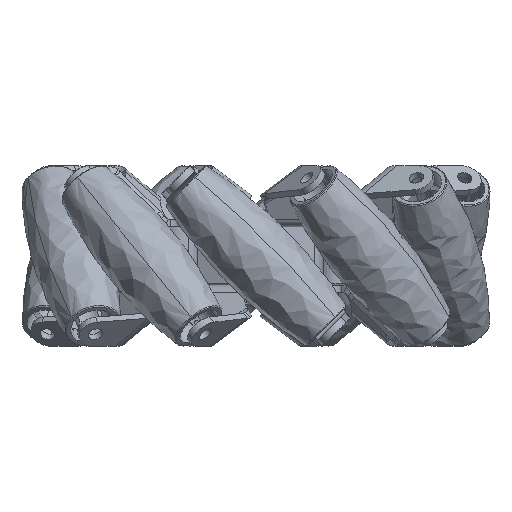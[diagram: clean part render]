
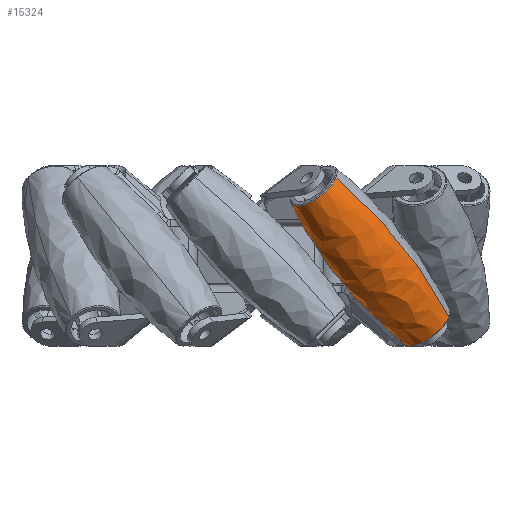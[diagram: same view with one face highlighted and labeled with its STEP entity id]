
A CAD part, left-side view. The second image highlights one B-rep face of the part: STEP entity #15324.
In plain terms, the highlighted free-form (B-spline) face has degree [3, 3] with [6, 4] control points.
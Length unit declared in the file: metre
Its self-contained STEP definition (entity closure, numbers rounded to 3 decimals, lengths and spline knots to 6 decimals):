
#257=(
BOUNDED_SURFACE()
B_SPLINE_SURFACE(3,3,((#35267,#35268,#35269,#35270),(#35271,#35272,#35273,
#35274),(#35275,#35276,#35277,#35278),(#35279,#35280,#35281,#35282),(#35283,
#35284,#35285,#35286),(#35287,#35288,#35289,#35290)),
 .SURF_OF_REVOLUTION.,.F.,.F.,.F.)
B_SPLINE_SURFACE_WITH_KNOTS((4,1,1,4),(4,4),(0.016267,0.5,
0.741866,0.983733),(0.,1.),.UNSPECIFIED.)
GEOMETRIC_REPRESENTATION_ITEM()
RATIONAL_B_SPLINE_SURFACE(((1.,0.333,0.333,1.),
(1.,0.333,0.333,1.),(1.,0.333,0.333,
1.),(1.,0.333,0.333,1.),(1.,0.333,0.333,
1.),(1.,0.333,0.333,1.)))
REPRESENTATION_ITEM('')
SURFACE()
);
#1008=B_SPLINE_CURVE_WITH_KNOTS('',3,(#35223,#35224,#35225,#35226,#35227,
#35228,#35229,#35230,#35231,#35232,#35233,#35234,#35235,#35236),
 .UNSPECIFIED.,.F.,.F.,(4,2,2,2,2,2,4),(0.016267,0.25,0.375,0.5,
0.625,0.75,0.983733),.UNSPECIFIED.);
#1009=B_SPLINE_CURVE_WITH_KNOTS('',3,(#35241,#35242,#35243,#35244,#35245,
#35246,#35247,#35248,#35249,#35250,#35251,#35252,#35253,#35254),
 .UNSPECIFIED.,.F.,.F.,(4,2,2,2,2,2,4),(0.016267,0.25,0.375,0.5,
0.625,0.75,0.983733),.UNSPECIFIED.);
#7433=ORIENTED_EDGE('',*,*,#9715,.T.);
#7434=ORIENTED_EDGE('',*,*,#9708,.T.);
#7435=ORIENTED_EDGE('',*,*,#9714,.T.);
#7436=ORIENTED_EDGE('',*,*,#9710,.F.);
#9708=EDGE_CURVE('',#11099,#11100,#1008,.T.);
#9710=EDGE_CURVE('',#11101,#11102,#1009,.T.);
#9714=EDGE_CURVE('',#11100,#11102,#12118,.T.);
#9715=EDGE_CURVE('',#11101,#11099,#12119,.T.);
#11099=VERTEX_POINT('',#35237);
#11100=VERTEX_POINT('',#35238);
#11101=VERTEX_POINT('',#35240);
#11102=VERTEX_POINT('',#35255);
#12118=CIRCLE('',#17201,0.005858);
#12119=CIRCLE('',#17203,0.005858);
#13171=EDGE_LOOP('',(#7433,#7434,#7435,#7436));
#14223=FACE_BOUND('',#13171,.T.);
#15324=ADVANCED_FACE('',(#14223),#257,.T.);
#17201=AXIS2_PLACEMENT_3D('',#35264,#21613,#21614);
#17203=AXIS2_PLACEMENT_3D('',#35266,#21617,#21618);
#21613=DIRECTION('',(-0.572,0.416,0.707));
#21614=DIRECTION('',(-0.777,0.,-0.629));
#21617=DIRECTION('',(0.572,-0.416,-0.707));
#21618=DIRECTION('',(-0.777,0.,-0.629));
#35223=CARTESIAN_POINT('',(0.007059,0.039056,-0.024709));
#35224=CARTESIAN_POINT('',(0.008317,0.037509,-0.027341));
#35225=CARTESIAN_POINT('',(0.009739,0.036002,-0.029905));
#35226=CARTESIAN_POINT('',(0.01216,0.033747,-0.033741));
#35227=CARTESIAN_POINT('',(0.013047,0.032973,-0.035059));
#35228=CARTESIAN_POINT('',(0.014903,0.031453,-0.037644));
#35229=CARTESIAN_POINT('',(0.015872,0.030707,-0.038915));
#35230=CARTESIAN_POINT('',(0.017891,0.02924,-0.04141));
#35231=CARTESIAN_POINT('',(0.018942,0.02852,-0.042635));
#35232=CARTESIAN_POINT('',(0.021115,0.027114,-0.045027));
#35233=CARTESIAN_POINT('',(0.022238,0.026427,-0.046195));
#35234=CARTESIAN_POINT('',(0.025565,0.024505,-0.049464));
#35235=CARTESIAN_POINT('',(0.027859,0.023311,-0.051496));
#35236=CARTESIAN_POINT('',(0.030289,0.022179,-0.053423));
#35237=CARTESIAN_POINT('',(0.007059,0.039056,-0.024709));
#35238=CARTESIAN_POINT('',(0.030289,0.022179,-0.053423));
#35240=CARTESIAN_POINT('',(0.016668,0.042453,-0.018931));
#35241=CARTESIAN_POINT('',(0.016668,0.042453,-0.018931));
#35242=CARTESIAN_POINT('',(0.019099,0.04132,-0.020858));
#35243=CARTESIAN_POINT('',(0.021399,0.040123,-0.022894));
#35244=CARTESIAN_POINT('',(0.024738,0.038193,-0.026178));
#35245=CARTESIAN_POINT('',(0.025865,0.037503,-0.027351));
#35246=CARTESIAN_POINT('',(0.028039,0.036096,-0.029746));
#35247=CARTESIAN_POINT('',(0.029087,0.035377,-0.030969));
#35248=CARTESIAN_POINT('',(0.031105,0.03391,-0.033464));
#35249=CARTESIAN_POINT('',(0.032076,0.033161,-0.034738));
#35250=CARTESIAN_POINT('',(0.033929,0.031642,-0.037322));
#35251=CARTESIAN_POINT('',(0.034812,0.030871,-0.038634));
#35252=CARTESIAN_POINT('',(0.037222,0.028625,-0.042455));
#35253=CARTESIAN_POINT('',(0.038641,0.027122,-0.045013));
#35254=CARTESIAN_POINT('',(0.039899,0.025575,-0.047645));
#35255=CARTESIAN_POINT('',(0.039899,0.025575,-0.047645));
#35264=CARTESIAN_POINT('',(0.035094,0.023877,-0.050534));
#35266=CARTESIAN_POINT('',(0.011864,0.040755,-0.02182));
#35267=CARTESIAN_POINT('',(0.007059,0.039056,-0.024709));
#35268=CARTESIAN_POINT('',(0.007059,0.028956,-0.018772));
#35269=CARTESIAN_POINT('',(0.016668,0.032352,-0.012994));
#35270=CARTESIAN_POINT('',(0.016668,0.042453,-0.018931));
#35271=CARTESIAN_POINT('',(0.009662,0.035855,-0.030156));
#35272=CARTESIAN_POINT('',(0.009662,0.023204,-0.02272));
#35273=CARTESIAN_POINT('',(0.021698,0.027458,-0.015483));
#35274=CARTESIAN_POINT('',(0.021698,0.040109,-0.022919));
#35275=CARTESIAN_POINT('',(0.014631,0.031286,-0.037928));
#35276=CARTESIAN_POINT('',(0.014631,0.01677,-0.029396));
#35277=CARTESIAN_POINT('',(0.028442,0.021651,-0.021092));
#35278=CARTESIAN_POINT('',(0.028442,0.036167,-0.029624));
#35279=CARTESIAN_POINT('',(0.023038,0.025824,-0.047221));
#35280=CARTESIAN_POINT('',(0.023038,0.012566,-0.039427));
#35281=CARTESIAN_POINT('',(0.035652,0.017024,-0.031843));
#35282=CARTESIAN_POINT('',(0.035652,0.030283,-0.039636));
#35283=CARTESIAN_POINT('',(0.027774,0.023351,-0.051429));
#35284=CARTESIAN_POINT('',(0.027774,0.011975,-0.044743));
#35285=CARTESIAN_POINT('',(0.038597,0.0158,-0.038235));
#35286=CARTESIAN_POINT('',(0.038597,0.027176,-0.044922));
#35287=CARTESIAN_POINT('',(0.030289,0.022179,-0.053423));
#35288=CARTESIAN_POINT('',(0.030289,0.012078,-0.047486));
#35289=CARTESIAN_POINT('',(0.039899,0.015474,-0.041708));
#35290=CARTESIAN_POINT('',(0.039899,0.025575,-0.047645));
